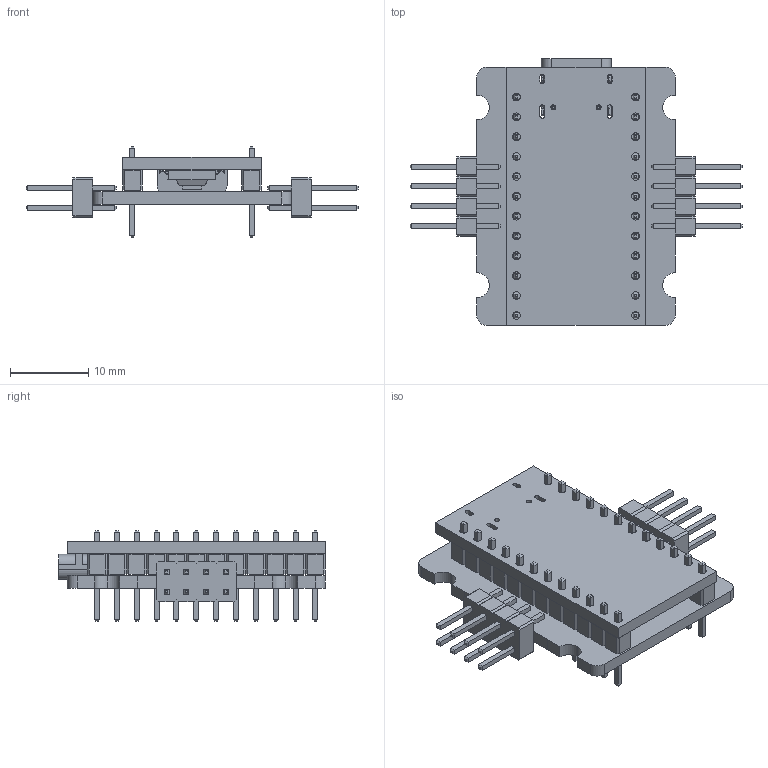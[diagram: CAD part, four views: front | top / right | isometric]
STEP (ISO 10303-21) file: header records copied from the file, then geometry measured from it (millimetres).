
FILE_DESCRIPTION(('KiCad electronic assembly'),'2;1');
FILE_NAME('Control PCB.step','2023-02-12T22:01:44',('Pcbnew'),('Kicad'), 'Open CASCADE STEP processor 7.6','KiCad to STEP converter','Unknown' );
FILE_SCHEMA(('AUTOMOTIVE_DESIGN { 1 0 10303 214 1 1 1 1 }'));
Length unit declared in the file: millimetre
Products named in the file (6): Control PCB 1; ProMicro Reverse Mount; COMPOUND; PinHeader_2x04_P2.54mm_Vertical; SOLID; Control PCB
Assembly tree (6 placements, depth 3):
  Control PCB 1
    ProMicro Reverse Mount
      COMPOUND
    PinHeader_2x04_P2.54mm_Vertical  x2
      SOLID
    Control PCB
Bounding box: 42.48 x 34.13 x 11.54 mm (x, y, z)
Volume: 2966.8 mm3; surface area: 5695.7 mm2
Topology: 8 solids, 8 shells, 1278 faces, 3149 edges, 1982 vertices
Faces by surface type: plane 1165, cylinder 103, cone 10
Full cylindrical faces by diameter (mm): 0.5 x2, 0.65 x2, 1 x48, 3.2 x1
Entity records: 70218 total; most frequent: CARTESIAN_POINT 12632, DIRECTION 10481, LINE 7795, VECTOR 7795, ORIENTED_EDGE 5502, PCURVE 5502, DEFINITIONAL_REPRESENTATION 5502, EDGE_CURVE 2751
